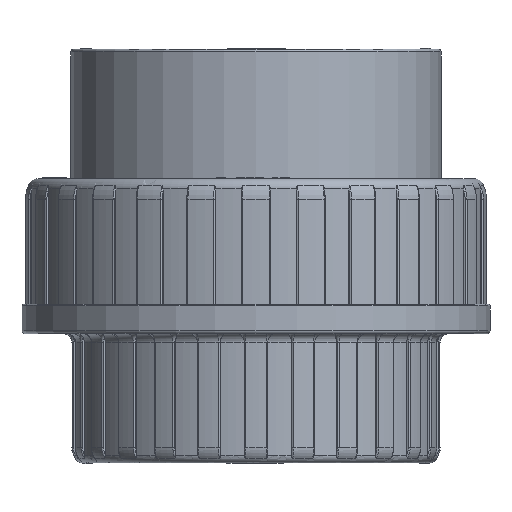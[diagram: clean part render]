
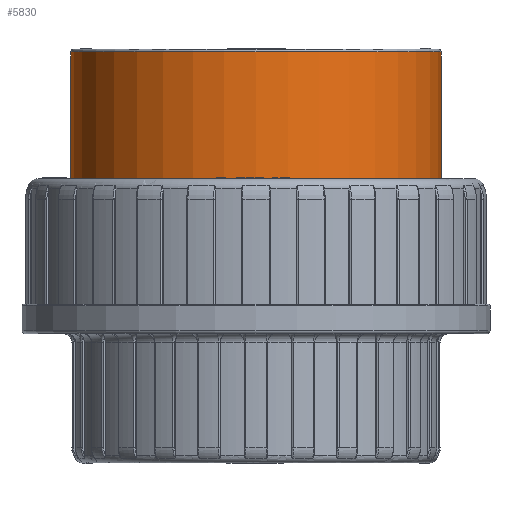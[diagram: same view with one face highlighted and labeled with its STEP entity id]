
A CAD part, front view. The second image highlights one B-rep face of the part: STEP entity #5830.
In plain terms, the highlighted cylindrical face has radius 63.25 mm (diameter 126.5 mm), a full revolution.
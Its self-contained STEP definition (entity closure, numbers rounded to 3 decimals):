
#375=CYLINDRICAL_SURFACE('',#58586,63.25);
#5830=ADVANCED_FACE('',(#15686,#15687),#375,.T.);
#15511=CIRCLE('',#58584,63.25);
#15512=CIRCLE('',#58585,63.25);
#15686=FACE_BOUND('',#18026,.T.);
#15687=FACE_BOUND('',#18027,.T.);
#18026=EDGE_LOOP('',(#31640));
#18027=EDGE_LOOP('',(#31641));
#31640=ORIENTED_EDGE('',*,*,#48603,.F.);
#31641=ORIENTED_EDGE('',*,*,#48604,.T.);
#40806=VERTEX_POINT('',#111900);
#40807=VERTEX_POINT('',#111902);
#48603=EDGE_CURVE('',#40806,#40806,#15511,.T.);
#48604=EDGE_CURVE('',#40807,#40807,#15512,.T.);
#58584=AXIS2_PLACEMENT_3D('',#111899,#66953,#66954);
#58585=AXIS2_PLACEMENT_3D('',#111901,#66955,#66956);
#58586=AXIS2_PLACEMENT_3D('',#111903,#66957,#66958);
#66953=DIRECTION('',(0.,0.,-1.));
#66954=DIRECTION('',(1.,0.,0.));
#66955=DIRECTION('',(0.,0.,-1.));
#66956=DIRECTION('',(1.,0.,0.));
#66957=DIRECTION('',(0.,0.,1.));
#66958=DIRECTION('',(-1.,0.,0.));
#111899=CARTESIAN_POINT('',(185.,0.,55.741));
#111900=CARTESIAN_POINT('',(248.25,0.,55.741));
#111901=CARTESIAN_POINT('',(185.,0.,99.041));
#111902=CARTESIAN_POINT('',(248.25,0.,99.041));
#111903=CARTESIAN_POINT('',(185.,0.,33.741));
